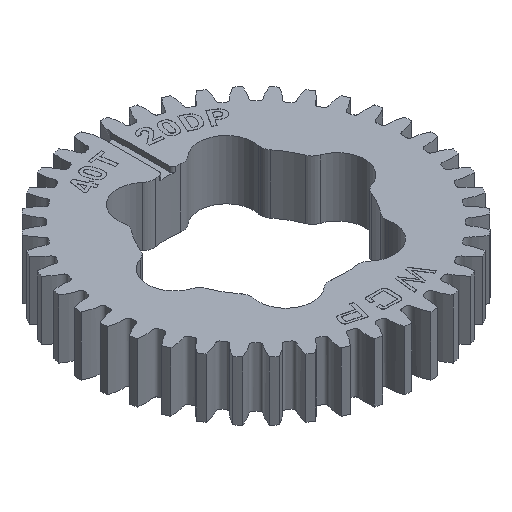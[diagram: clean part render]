
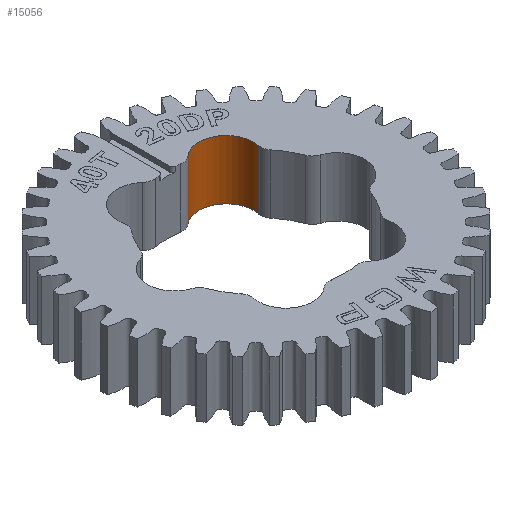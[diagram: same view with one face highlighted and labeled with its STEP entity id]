
A CAD part, isometric view. The second image highlights one B-rep face of the part: STEP entity #15056.
In plain terms, the highlighted cylindrical face has radius 4.366 mm (diameter 8.731 mm), a partial arc.
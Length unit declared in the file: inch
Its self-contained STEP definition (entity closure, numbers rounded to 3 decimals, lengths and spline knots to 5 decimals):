
#293 = VERTEX_POINT ( 'NONE', #16766 ) ;
#301 = DIRECTION ( 'NONE',  ( 1., 0., 0. ) ) ;
#595 = VERTEX_POINT ( 'NONE', #10167 ) ;
#1541 = DIRECTION ( 'NONE',  ( -1., 0., 0. ) ) ;
#2066 = EDGE_LOOP ( 'NONE', ( #6442, #6746, #22661, #23669 ) ) ;
#2451 = AXIS2_PLACEMENT_3D ( 'NONE', #22425, #11350, #301 ) ;
#3240 = AXIS2_PLACEMENT_3D ( 'NONE', #9122, #22284, #14425 ) ;
#3771 = CARTESIAN_POINT ( 'NONE',  ( 0.42635, 0.41286, 0.25 ) ) ;
#4529 = CARTESIAN_POINT ( 'NONE',  ( 0.14437, 0.57566, 0.25 ) ) ;
#6442 = ORIENTED_EDGE ( 'NONE', *, *, #8887, .T. ) ;
#6725 = EDGE_CURVE ( 'NONE', #11738, #293, #23656, .T. ) ;
#6746 = ORIENTED_EDGE ( 'NONE', *, *, #6725, .T. ) ;
#7410 = FACE_OUTER_BOUND ( 'NONE', #2066, .T. ) ;
#8728 = VECTOR ( 'NONE', #23104, 39.37008 ) ;
#8887 = EDGE_CURVE ( 'NONE', #595, #11738, #16082, .T. ) ;
#9027 = CARTESIAN_POINT ( 'NONE',  ( 0.25781, 0.44654, 0.25 ) ) ;
#9122 = CARTESIAN_POINT ( 'NONE',  ( 0.25781, 0.44654, 0.1875 ) ) ;
#9544 = LINE ( 'NONE', #3771, #16302 ) ;
#10167 = CARTESIAN_POINT ( 'NONE',  ( 0.14437, 0.57566, 0.1875 ) ) ;
#11350 = DIRECTION ( 'NONE',  ( 0., 0., -1. ) ) ;
#11738 = VERTEX_POINT ( 'NONE', #16108 ) ;
#11971 = EDGE_CURVE ( 'NONE', #12644, #595, #18945, .T. ) ;
#12644 = VERTEX_POINT ( 'NONE', #22175 ) ;
#14425 = DIRECTION ( 'NONE',  ( -1., 0., 0. ) ) ;
#14558 = DIRECTION ( 'NONE',  ( 0., 0., -1. ) ) ;
#14914 = CYLINDRICAL_SURFACE ( 'NONE', #23237, 0.17188 ) ;
#15056 = ADVANCED_FACE ( 'NONE', ( #7410 ), #14914, .F. ) ;
#16082 = LINE ( 'NONE', #4529, #8728 ) ;
#16108 = CARTESIAN_POINT ( 'NONE',  ( 0.14437, 0.57566, -0.1875 ) ) ;
#16302 = VECTOR ( 'NONE', #17291, 39.37008 ) ;
#16766 = CARTESIAN_POINT ( 'NONE',  ( 0.42635, 0.41286, -0.1875 ) ) ;
#17291 = DIRECTION ( 'NONE',  ( 0., 0., -1. ) ) ;
#18945 = CIRCLE ( 'NONE', #3240, 0.17188 ) ;
#20020 = EDGE_CURVE ( 'NONE', #12644, #293, #9544, .T. ) ;
#22175 = CARTESIAN_POINT ( 'NONE',  ( 0.42635, 0.41286, 0.1875 ) ) ;
#22284 = DIRECTION ( 'NONE',  ( 0., 0., 1. ) ) ;
#22425 = CARTESIAN_POINT ( 'NONE',  ( 0.25781, 0.44654, -0.1875 ) ) ;
#22661 = ORIENTED_EDGE ( 'NONE', *, *, #20020, .F. ) ;
#23104 = DIRECTION ( 'NONE',  ( 0., 0., -1. ) ) ;
#23237 = AXIS2_PLACEMENT_3D ( 'NONE', #9027, #14558, #1541 ) ;
#23656 = CIRCLE ( 'NONE', #2451, 0.17188 ) ;
#23669 = ORIENTED_EDGE ( 'NONE', *, *, #11971, .T. ) ;
